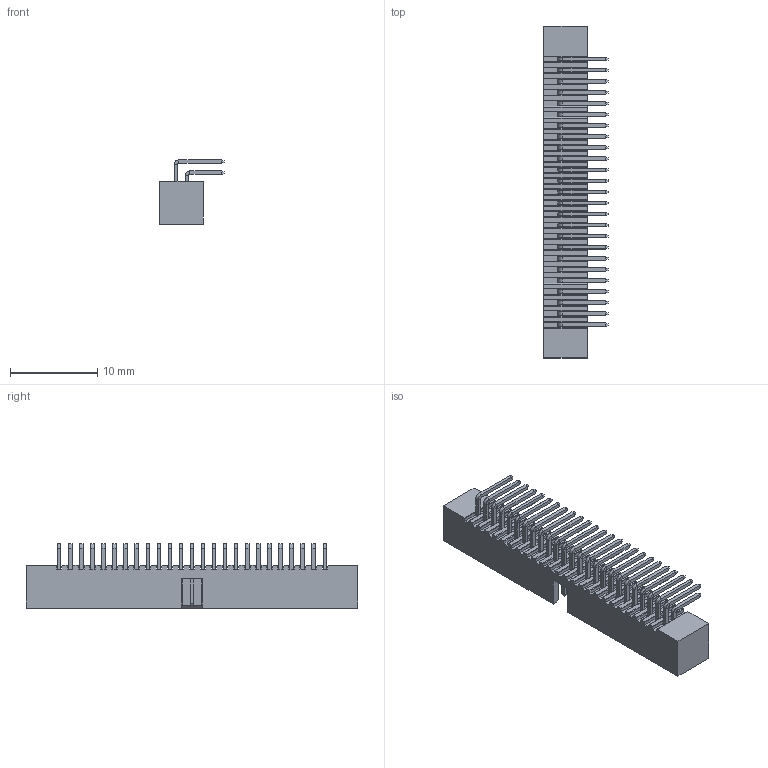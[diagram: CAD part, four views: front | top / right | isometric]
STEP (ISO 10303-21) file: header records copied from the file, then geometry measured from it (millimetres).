
FILE_DESCRIPTION((''),'2;1');
FILE_NAME('2195R-50_ASM','2020-12-10T09:35:10',('Jamie'),(''),'CREO PARAMETRIC BY PTC INC, 2018050','CREO PARAMETRIC BY PTC INC, 2018050','');
FILE_SCHEMA(('CONFIG_CONTROL_DESIGN'));
Length unit declared in the file: millimetre
Products named in the file (4): 801-2195R-50; 802-2195R-XXG-L; 802-2195R-XXG; 2195R-50_ASM
Assembly tree (51 placements, depth 2):
  2195R-50_ASM
    801-2195R-50
    802-2195R-XXG-L  x25
    802-2195R-XXG  x25
Bounding box: 7.4 x 38.1 x 7.37 mm (x, y, z)
Volume: 546.8 mm3; surface area: 2079.1 mm2
Topology: 51 solids, 51 shells, 1669 faces, 3697 edges, 2130 vertices
Faces by surface type: plane 1569, cylinder 100
Entity records: 18671 total; most frequent: CARTESIAN_POINT 3231, ORIENTED_EDGE 3170, DIRECTION 2929, EDGE_CURVE 1585, VECTOR 1577, LINE 1577, VERTEX_POINT 978, EDGE_LOOP 713
